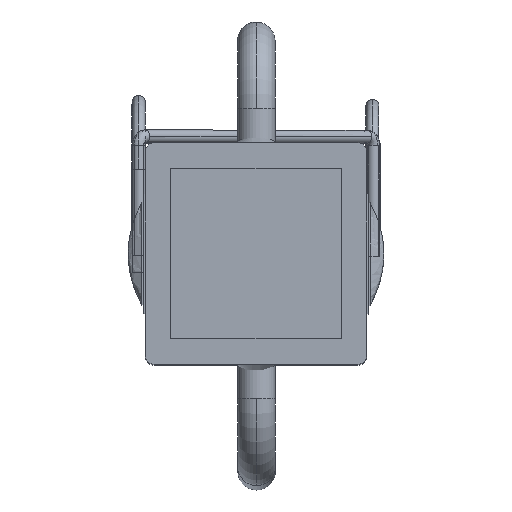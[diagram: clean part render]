
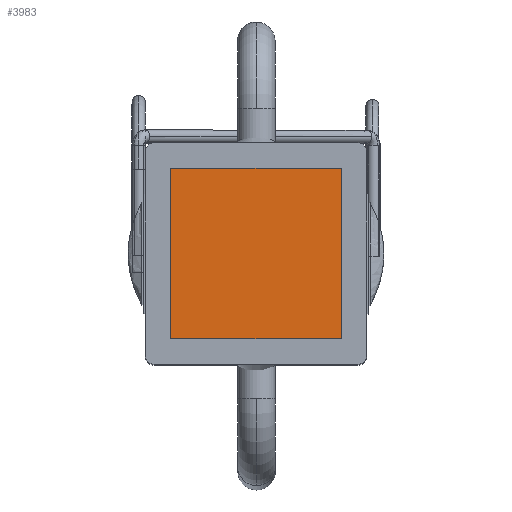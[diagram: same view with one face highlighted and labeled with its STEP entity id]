
A CAD part, top view. The second image highlights one B-rep face of the part: STEP entity #3983.
In plain terms, the highlighted planar face has unit normal (0, 0, 1).
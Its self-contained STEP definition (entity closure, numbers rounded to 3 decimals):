
#17 = VECTOR ( 'NONE', #2786, 1000. ) ;
#221 = VERTEX_POINT ( 'NONE', #7636 ) ;
#336 = CARTESIAN_POINT ( 'NONE',  ( -2.04, -2.775, 27. ) ) ;
#801 = CARTESIAN_POINT ( 'NONE',  ( 2.96, -2.775, 27. ) ) ;
#948 = DIRECTION ( 'NONE',  ( 0., -1., 0. ) ) ;
#1040 = ORIENTED_EDGE ( 'NONE', *, *, #2830, .T. ) ;
#1232 = ORIENTED_EDGE ( 'NONE', *, *, #2264, .T. ) ;
#1551 = VERTEX_POINT ( 'NONE', #2194 ) ;
#1586 = DIRECTION ( 'NONE',  ( 1., 0., 0. ) ) ;
#1978 = ORIENTED_EDGE ( 'NONE', *, *, #4171, .T. ) ;
#2194 = CARTESIAN_POINT ( 'NONE',  ( 2.96, -2.775, 27. ) ) ;
#2264 = EDGE_CURVE ( 'NONE', #2402, #1551, #5041, .T. ) ;
#2402 = VERTEX_POINT ( 'NONE', #336 ) ;
#2632 = LINE ( 'NONE', #3246, #4041 ) ;
#2644 = VECTOR ( 'NONE', #948, 1000. ) ;
#2786 = DIRECTION ( 'NONE',  ( -1., 0., 0. ) ) ;
#2830 = EDGE_CURVE ( 'NONE', #221, #2402, #8650, .T. ) ;
#2936 = CARTESIAN_POINT ( 'NONE',  ( -2.04, -2.775, 27. ) ) ;
#3246 = CARTESIAN_POINT ( 'NONE',  ( 2.96, 2.225, 27. ) ) ;
#3509 = VECTOR ( 'NONE', #1586, 1000. ) ;
#3652 = EDGE_CURVE ( 'NONE', #1551, #8266, #2632, .T. ) ;
#3736 = CARTESIAN_POINT ( 'NONE',  ( -2.04, -2.775, 27. ) ) ;
#3983 = ADVANCED_FACE ( 'NONE', ( #4363 ), #4400, .F. ) ;
#4041 = VECTOR ( 'NONE', #7974, 1000. ) ;
#4171 = EDGE_CURVE ( 'NONE', #8266, #221, #6399, .T. ) ;
#4318 = DIRECTION ( 'NONE',  ( 0., 0., -1. ) ) ;
#4363 = FACE_OUTER_BOUND ( 'NONE', #8289, .T. ) ;
#4400 = PLANE ( 'NONE',  #5514 ) ;
#4836 = ORIENTED_EDGE ( 'NONE', *, *, #3652, .T. ) ;
#5013 = DIRECTION ( 'NONE',  ( -1., 0., 0. ) ) ;
#5041 = LINE ( 'NONE', #801, #3509 ) ;
#5514 = AXIS2_PLACEMENT_3D ( 'NONE', #2936, #4318, #5013 ) ;
#5644 = CARTESIAN_POINT ( 'NONE',  ( -2.04, 2.225, 27. ) ) ;
#6399 = LINE ( 'NONE', #5644, #17 ) ;
#6798 = CARTESIAN_POINT ( 'NONE',  ( 2.96, 2.225, 27. ) ) ;
#7636 = CARTESIAN_POINT ( 'NONE',  ( -2.04, 2.225, 27. ) ) ;
#7974 = DIRECTION ( 'NONE',  ( 0., 1., 0. ) ) ;
#8266 = VERTEX_POINT ( 'NONE', #6798 ) ;
#8289 = EDGE_LOOP ( 'NONE', ( #1232, #4836, #1978, #1040 ) ) ;
#8650 = LINE ( 'NONE', #3736, #2644 ) ;
